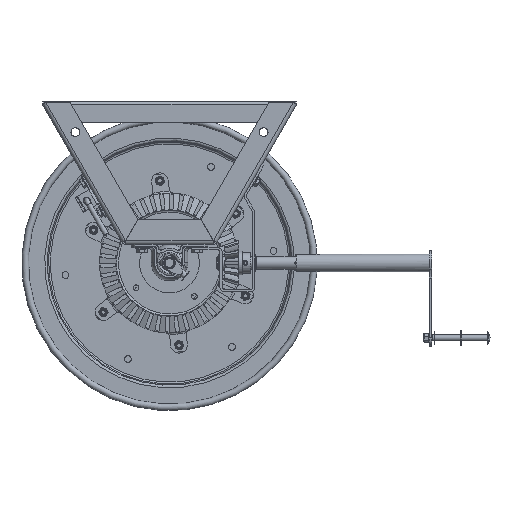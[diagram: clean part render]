
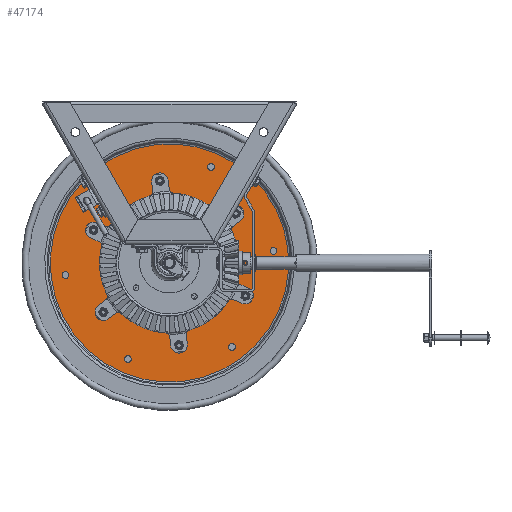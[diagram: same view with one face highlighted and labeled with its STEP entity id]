
A CAD part, front view. The second image highlights one B-rep face of the part: STEP entity #47174.
In plain terms, the highlighted planar face has unit normal (0, -1, 0).
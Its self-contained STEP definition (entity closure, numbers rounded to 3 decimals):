
#1143=FACE_BOUND('',#5676,.T.);
#1144=FACE_BOUND('',#5677,.T.);
#1145=FACE_BOUND('',#5678,.T.);
#1146=FACE_BOUND('',#5679,.T.);
#1147=FACE_BOUND('',#5680,.T.);
#1148=FACE_BOUND('',#5681,.T.);
#1149=FACE_BOUND('',#5682,.T.);
#1150=FACE_BOUND('',#5683,.T.);
#1151=FACE_BOUND('',#5684,.T.);
#1152=FACE_BOUND('',#5685,.T.);
#1153=FACE_BOUND('',#5686,.T.);
#1154=FACE_BOUND('',#5687,.T.);
#1155=FACE_BOUND('',#5688,.T.);
#1687=PLANE('',#50237);
#3281=FACE_OUTER_BOUND('',#5675,.T.);
#5675=EDGE_LOOP('',(#36195,#36196));
#5676=EDGE_LOOP('',(#36197));
#5677=EDGE_LOOP('',(#36198));
#5678=EDGE_LOOP('',(#36199));
#5679=EDGE_LOOP('',(#36200));
#5680=EDGE_LOOP('',(#36201));
#5681=EDGE_LOOP('',(#36202));
#5682=EDGE_LOOP('',(#36203));
#5683=EDGE_LOOP('',(#36204));
#5684=EDGE_LOOP('',(#36205));
#5685=EDGE_LOOP('',(#36206));
#5686=EDGE_LOOP('',(#36207));
#5687=EDGE_LOOP('',(#36208));
#5688=EDGE_LOOP('',(#36209));
#16308=CIRCLE('',#50238,7.159);
#16309=CIRCLE('',#50239,7.159);
#16310=CIRCLE('',#50240,3.371);
#16311=CIRCLE('',#50241,0.205);
#16312=CIRCLE('',#50242,0.205);
#16313=CIRCLE('',#50243,0.205);
#16314=CIRCLE('',#50244,0.205);
#16315=CIRCLE('',#50245,0.205);
#16316=CIRCLE('',#50246,0.205);
#16317=CIRCLE('',#50247,0.17);
#16318=CIRCLE('',#50248,0.17);
#16319=CIRCLE('',#50249,0.17);
#16320=CIRCLE('',#50250,0.17);
#16321=CIRCLE('',#50251,0.17);
#16322=CIRCLE('',#50252,0.17);
#20477=VERTEX_POINT('',#83635);
#20478=VERTEX_POINT('',#83636);
#20479=VERTEX_POINT('',#83639);
#20480=VERTEX_POINT('',#83641);
#20481=VERTEX_POINT('',#83643);
#20482=VERTEX_POINT('',#83645);
#20483=VERTEX_POINT('',#83647);
#20484=VERTEX_POINT('',#83649);
#20485=VERTEX_POINT('',#83651);
#20486=VERTEX_POINT('',#83653);
#20487=VERTEX_POINT('',#83655);
#20488=VERTEX_POINT('',#83657);
#20489=VERTEX_POINT('',#83659);
#20490=VERTEX_POINT('',#83661);
#20491=VERTEX_POINT('',#83663);
#26763=EDGE_CURVE('',#20477,#20478,#16308,.T.);
#26764=EDGE_CURVE('',#20478,#20477,#16309,.T.);
#26765=EDGE_CURVE('',#20479,#20479,#16310,.T.);
#26766=EDGE_CURVE('',#20480,#20480,#16311,.T.);
#26767=EDGE_CURVE('',#20481,#20481,#16312,.T.);
#26768=EDGE_CURVE('',#20482,#20482,#16313,.T.);
#26769=EDGE_CURVE('',#20483,#20483,#16314,.T.);
#26770=EDGE_CURVE('',#20484,#20484,#16315,.T.);
#26771=EDGE_CURVE('',#20485,#20485,#16316,.T.);
#26772=EDGE_CURVE('',#20486,#20486,#16317,.T.);
#26773=EDGE_CURVE('',#20487,#20487,#16318,.T.);
#26774=EDGE_CURVE('',#20488,#20488,#16319,.T.);
#26775=EDGE_CURVE('',#20489,#20489,#16320,.T.);
#26776=EDGE_CURVE('',#20490,#20490,#16321,.T.);
#26777=EDGE_CURVE('',#20491,#20491,#16322,.T.);
#36195=ORIENTED_EDGE('',*,*,#26763,.T.);
#36196=ORIENTED_EDGE('',*,*,#26764,.T.);
#36197=ORIENTED_EDGE('',*,*,#26765,.F.);
#36198=ORIENTED_EDGE('',*,*,#26766,.T.);
#36199=ORIENTED_EDGE('',*,*,#26767,.T.);
#36200=ORIENTED_EDGE('',*,*,#26768,.T.);
#36201=ORIENTED_EDGE('',*,*,#26769,.T.);
#36202=ORIENTED_EDGE('',*,*,#26770,.T.);
#36203=ORIENTED_EDGE('',*,*,#26771,.T.);
#36204=ORIENTED_EDGE('',*,*,#26772,.T.);
#36205=ORIENTED_EDGE('',*,*,#26773,.T.);
#36206=ORIENTED_EDGE('',*,*,#26774,.T.);
#36207=ORIENTED_EDGE('',*,*,#26775,.T.);
#36208=ORIENTED_EDGE('',*,*,#26776,.T.);
#36209=ORIENTED_EDGE('',*,*,#26777,.T.);
#47174=ADVANCED_FACE('',(#3281,#1143,#1144,#1145,#1146,#1147,#1148,#1149,
#1150,#1151,#1152,#1153,#1154,#1155),#1687,.T.);
#50237=AXIS2_PLACEMENT_3D('',#83634,#57443,#57444);
#50238=AXIS2_PLACEMENT_3D('',#83637,#57445,#57446);
#50239=AXIS2_PLACEMENT_3D('',#83638,#57447,#57448);
#50240=AXIS2_PLACEMENT_3D('',#83640,#57449,#57450);
#50241=AXIS2_PLACEMENT_3D('',#83642,#57451,#57452);
#50242=AXIS2_PLACEMENT_3D('',#83644,#57453,#57454);
#50243=AXIS2_PLACEMENT_3D('',#83646,#57455,#57456);
#50244=AXIS2_PLACEMENT_3D('',#83648,#57457,#57458);
#50245=AXIS2_PLACEMENT_3D('',#83650,#57459,#57460);
#50246=AXIS2_PLACEMENT_3D('',#83652,#57461,#57462);
#50247=AXIS2_PLACEMENT_3D('',#83654,#57463,#57464);
#50248=AXIS2_PLACEMENT_3D('',#83656,#57465,#57466);
#50249=AXIS2_PLACEMENT_3D('',#83658,#57467,#57468);
#50250=AXIS2_PLACEMENT_3D('',#83660,#57469,#57470);
#50251=AXIS2_PLACEMENT_3D('',#83662,#57471,#57472);
#50252=AXIS2_PLACEMENT_3D('',#83664,#57473,#57474);
#57443=DIRECTION('center_axis',(0.,-1.,0.));
#57444=DIRECTION('ref_axis',(0.597,0.,-0.803));
#57445=DIRECTION('center_axis',(0.,-1.,0.));
#57446=DIRECTION('ref_axis',(0.803,0.,0.597));
#57447=DIRECTION('center_axis',(0.,-1.,0.));
#57448=DIRECTION('ref_axis',(0.803,0.,0.597));
#57449=DIRECTION('center_axis',(0.,-1.,0.));
#57450=DIRECTION('ref_axis',(0.803,0.,0.597));
#57451=DIRECTION('center_axis',(0.,1.,0.));
#57452=DIRECTION('ref_axis',(-0.803,0.,-0.597));
#57453=DIRECTION('center_axis',(0.,1.,0.));
#57454=DIRECTION('ref_axis',(-0.918,0.,0.397));
#57455=DIRECTION('center_axis',(0.,1.,0.));
#57456=DIRECTION('ref_axis',(-0.115,0.,0.993));
#57457=DIRECTION('center_axis',(0.,1.,0.));
#57458=DIRECTION('ref_axis',(0.803,0.,0.597));
#57459=DIRECTION('center_axis',(0.,1.,0.));
#57460=DIRECTION('ref_axis',(0.918,0.,-0.397));
#57461=DIRECTION('center_axis',(0.,1.,0.));
#57462=DIRECTION('ref_axis',(0.115,0.,-0.993));
#57463=DIRECTION('center_axis',(0.,1.,0.));
#57464=DIRECTION('ref_axis',(-0.803,0.,-0.597));
#57465=DIRECTION('center_axis',(0.,1.,0.));
#57466=DIRECTION('ref_axis',(0.115,0.,-0.993));
#57467=DIRECTION('center_axis',(0.,1.,0.));
#57468=DIRECTION('ref_axis',(-0.918,0.,0.397));
#57469=DIRECTION('center_axis',(0.,1.,0.));
#57470=DIRECTION('ref_axis',(-0.115,0.,0.993));
#57471=DIRECTION('center_axis',(0.,1.,0.));
#57472=DIRECTION('ref_axis',(0.803,0.,0.597));
#57473=DIRECTION('center_axis',(0.,1.,0.));
#57474=DIRECTION('ref_axis',(0.918,0.,-0.397));
#83634=CARTESIAN_POINT('Origin',(4.226,-4.153,3.131));
#83635=CARTESIAN_POINT('',(5.746,-4.153,4.261));
#83636=CARTESIAN_POINT('',(-4.271,-4.153,5.736));
#83637=CARTESIAN_POINT('Origin',(0.,-4.153,
-0.01));
#83638=CARTESIAN_POINT('Origin',(0.,-4.153,
-0.01));
#83639=CARTESIAN_POINT('',(2.706,-4.153,2.001));
#83640=CARTESIAN_POINT('Origin',(0.,-4.153,
-0.01));
#83641=CARTESIAN_POINT('',(3.917,-4.153,-4.936));
#83642=CARTESIAN_POINT('Origin',(3.752,-4.153,-5.058));
#83643=CARTESIAN_POINT('',(-2.308,-4.153,-5.865));
#83644=CARTESIAN_POINT('Origin',(-2.496,-4.153,-5.784));
#83645=CARTESIAN_POINT('',(-6.224,-4.153,-0.939));
#83646=CARTESIAN_POINT('Origin',(-6.248,-4.153,-0.735));
#83647=CARTESIAN_POINT('',(-3.917,-4.153,4.916));
#83648=CARTESIAN_POINT('Origin',(-3.752,-4.153,5.038));
#83649=CARTESIAN_POINT('',(2.308,-4.153,5.845));
#83650=CARTESIAN_POINT('Origin',(2.496,-4.153,5.764));
#83651=CARTESIAN_POINT('',(6.224,-4.153,0.919));
#83652=CARTESIAN_POINT('Origin',(6.248,-4.153,0.715));
#83653=CARTESIAN_POINT('',(0.71,-4.153,-4.845));
#83654=CARTESIAN_POINT('Origin',(0.573,-4.153,-4.947));
#83655=CARTESIAN_POINT('',(4.542,-4.153,-1.813));
#83656=CARTESIAN_POINT('Origin',(4.562,-4.153,-1.982));
#83657=CARTESIAN_POINT('',(-3.833,-4.153,-3.042));
#83658=CARTESIAN_POINT('Origin',(-3.989,-4.153,-2.975));
#83659=CARTESIAN_POINT('',(-4.542,-4.153,1.793));
#83660=CARTESIAN_POINT('Origin',(-4.562,-4.153,1.962));
#83661=CARTESIAN_POINT('',(-0.71,-4.153,4.825));
#83662=CARTESIAN_POINT('Origin',(-0.573,-4.153,4.927));
#83663=CARTESIAN_POINT('',(3.833,-4.153,3.022));
#83664=CARTESIAN_POINT('Origin',(3.989,-4.153,2.955));
